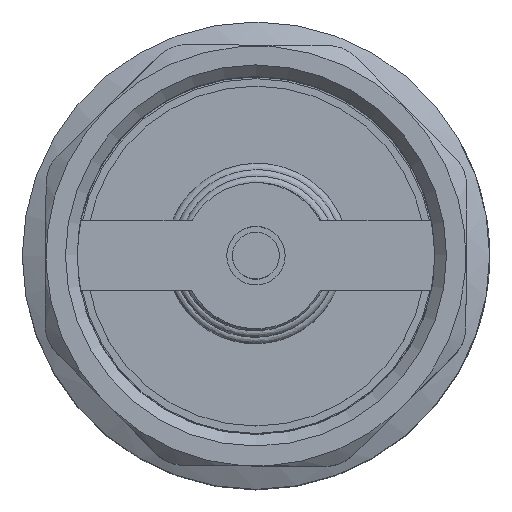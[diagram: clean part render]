
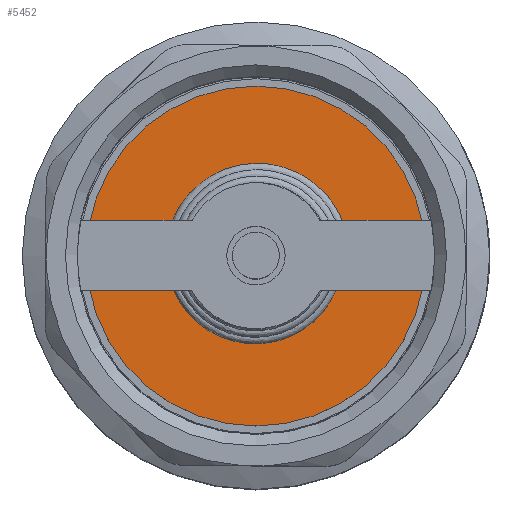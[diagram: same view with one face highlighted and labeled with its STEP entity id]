
A CAD part, top view. The second image highlights one B-rep face of the part: STEP entity #5452.
In plain terms, the highlighted planar face has unit normal (0, 0, 1).
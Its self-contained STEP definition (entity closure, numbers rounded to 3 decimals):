
#53=FACE_BOUND('',#972,.T.);
#259=PLANE('',#5847);
#634=FACE_OUTER_BOUND('',#971,.T.);
#971=EDGE_LOOP('',(#5059));
#972=EDGE_LOOP('',(#5060));
#1128=CIRCLE('',#5837,4.306);
#1131=CIRCLE('',#5845,14.54);
#2598=VERTEX_POINT('',#22883);
#2601=VERTEX_POINT('',#22897);
#3415=EDGE_CURVE('',#2598,#2598,#1128,.T.);
#3420=EDGE_CURVE('',#2601,#2601,#1131,.T.);
#5059=ORIENTED_EDGE('',*,*,#3420,.T.);
#5060=ORIENTED_EDGE('',*,*,#3415,.T.);
#5452=ADVANCED_FACE('',(#634,#53),#259,.T.);
#5837=AXIS2_PLACEMENT_3D('',#22885,#6894,#6895);
#5845=AXIS2_PLACEMENT_3D('',#22898,#6912,#6913);
#5847=AXIS2_PLACEMENT_3D('',#22902,#6917,#6918);
#6894=DIRECTION('center_axis',(0.,0.,-1.));
#6895=DIRECTION('ref_axis',(-1.,0.,0.));
#6912=DIRECTION('center_axis',(0.,0.,1.));
#6913=DIRECTION('ref_axis',(1.,0.,0.));
#6917=DIRECTION('center_axis',(0.,0.,1.));
#6918=DIRECTION('ref_axis',(1.,0.,0.));
#22883=CARTESIAN_POINT('',(4.306,0.,23.5));
#22885=CARTESIAN_POINT('Origin',(0.,0.,23.5));
#22897=CARTESIAN_POINT('',(-14.54,0.,23.5));
#22898=CARTESIAN_POINT('Origin',(0.,0.,23.5));
#22902=CARTESIAN_POINT('Origin',(0.,0.,23.5));
